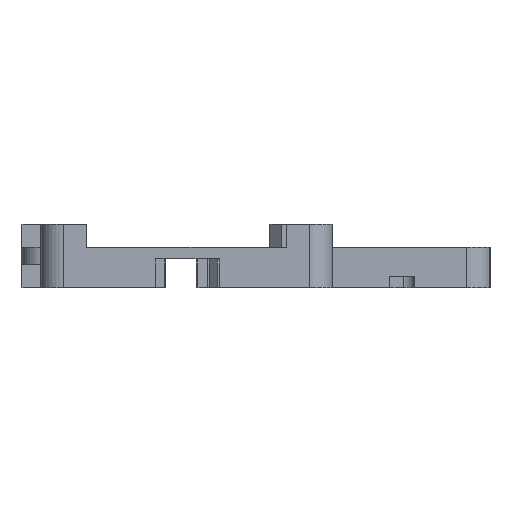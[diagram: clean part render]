
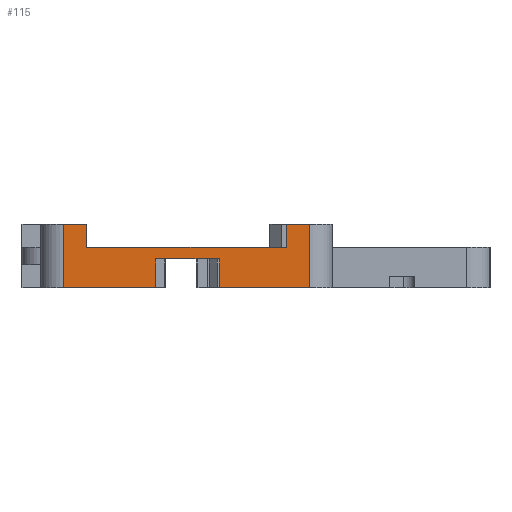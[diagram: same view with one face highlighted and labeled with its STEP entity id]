
A CAD part, front view. The second image highlights one B-rep face of the part: STEP entity #115.
In plain terms, the highlighted planar face has unit normal (0, -1, 0).
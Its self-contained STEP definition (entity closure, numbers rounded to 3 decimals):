
#115=ADVANCED_FACE('',(#1085),#1087,.T.);
#1085=FACE_BOUND('',#1086,.T.);
#1086=EDGE_LOOP('',(#3921,#3922,#3923,#3924,#3925,#3926,#3927,#3928,#3929,#3930,
#3931,#3932));
#1087=PLANE('',#1088);
#1088=AXIS2_PLACEMENT_3D('',#1089,#1090,#1091);
#1089=CARTESIAN_POINT('',(0.,-68.062,0.));
#1090=DIRECTION('',(0.,-1.,0.));
#1091=DIRECTION('',(0.,0.,1.));
#3921=ORIENTED_EDGE('',*,*,#5848,.F.);
#3922=ORIENTED_EDGE('',*,*,#5849,.F.);
#3923=ORIENTED_EDGE('',*,*,#5850,.F.);
#3924=ORIENTED_EDGE('',*,*,#5851,.F.);
#3925=ORIENTED_EDGE('',*,*,#5852,.F.);
#3926=ORIENTED_EDGE('',*,*,#5853,.F.);
#3927=ORIENTED_EDGE('',*,*,#5854,.F.);
#3928=ORIENTED_EDGE('',*,*,#5855,.F.);
#3929=ORIENTED_EDGE('',*,*,#5856,.F.);
#3930=ORIENTED_EDGE('',*,*,#5564,.F.);
#3931=ORIENTED_EDGE('',*,*,#5847,.F.);
#3932=ORIENTED_EDGE('',*,*,#5857,.F.);
#5564=EDGE_CURVE('',#6726,#6728,#6729,.T.);
#5847=EDGE_CURVE('',#7256,#6726,#7258,.T.);
#5848=EDGE_CURVE('',#7259,#7260,#7261,.T.);
#5849=EDGE_CURVE('',#7262,#7259,#7263,.F.);
#5850=EDGE_CURVE('',#7264,#7262,#7265,.F.);
#5851=EDGE_CURVE('',#7266,#7264,#7267,.F.);
#5852=EDGE_CURVE('',#7268,#7266,#7269,.F.);
#5853=EDGE_CURVE('',#7270,#7268,#7271,.F.);
#5854=EDGE_CURVE('',#7272,#7270,#7273,.T.);
#5855=EDGE_CURVE('',#7274,#7272,#7275,.T.);
#5856=EDGE_CURVE('',#6728,#7274,#7276,.T.);
#5857=EDGE_CURVE('',#7260,#7256,#7277,.T.);
#6726=VERTEX_POINT('',#8851);
#6728=VERTEX_POINT('',#8855);
#6729=LINE('',#8856,#8857);
#7256=VERTEX_POINT('',#10071);
#7258=LINE('',#10075,#10076);
#7259=VERTEX_POINT('',#10078);
#7260=VERTEX_POINT('',#10079);
#7261=LINE('',#10080,#10081);
#7262=VERTEX_POINT('',#10083);
#7263=LINE('',#10084,#10085);
#7264=VERTEX_POINT('',#10087);
#7265=LINE('',#10088,#10089);
#7266=VERTEX_POINT('',#10091);
#7267=LINE('',#10092,#10093);
#7268=VERTEX_POINT('',#10095);
#7269=LINE('',#10096,#10097);
#7270=VERTEX_POINT('',#10099);
#7271=LINE('',#10100,#10101);
#7272=VERTEX_POINT('',#10103);
#7273=LINE('',#10104,#10105);
#7274=VERTEX_POINT('',#10107);
#7275=LINE('',#10108,#10109);
#7276=LINE('',#10111,#10112);
#7277=LINE('',#10114,#10115);
#8851=CARTESIAN_POINT('',(-15.929,-68.062,3.5));
#8855=CARTESIAN_POINT('',(1.271,-68.062,3.5));
#8856=CARTESIAN_POINT('',(-15.929,-68.062,3.5));
#8857=VECTOR('',#8858,1.);
#8858=DIRECTION('',(1.,0.,0.));
#10071=CARTESIAN_POINT('',(-15.929,-68.062,5.5));
#10075=CARTESIAN_POINT('',(-15.929,-68.062,5.5));
#10076=VECTOR('',#10077,1.);
#10077=DIRECTION('',(0.,0.,-1.));
#10078=CARTESIAN_POINT('',(-17.929,-68.062,0.));
#10079=CARTESIAN_POINT('',(-17.929,-68.062,5.5));
#10080=CARTESIAN_POINT('',(-17.929,-68.062,0.));
#10081=VECTOR('',#10082,1.);
#10082=DIRECTION('',(0.,0.,1.));
#10083=CARTESIAN_POINT('',(-10.001,-68.062,0.));
#10084=CARTESIAN_POINT('',(-17.929,-68.062,0.));
#10085=VECTOR('',#10086,1.);
#10086=DIRECTION('',(1.,0.,0.));
#10087=CARTESIAN_POINT('',(-10.001,-68.062,2.5));
#10088=CARTESIAN_POINT('',(-10.001,-68.062,0.));
#10089=VECTOR('',#10090,1.);
#10090=DIRECTION('',(0.,0.,1.));
#10091=CARTESIAN_POINT('',(-4.501,-68.062,2.5));
#10092=CARTESIAN_POINT('',(-10.001,-68.062,2.5));
#10093=VECTOR('',#10094,1.);
#10094=DIRECTION('',(1.,0.,0.));
#10095=CARTESIAN_POINT('',(-4.501,-68.062,0.));
#10096=CARTESIAN_POINT('',(-4.501,-68.062,2.5));
#10097=VECTOR('',#10098,1.);
#10098=DIRECTION('',(0.,0.,-1.));
#10099=CARTESIAN_POINT('',(3.271,-68.062,0.));
#10100=CARTESIAN_POINT('',(-4.501,-68.062,0.));
#10101=VECTOR('',#10102,1.);
#10102=DIRECTION('',(1.,0.,0.));
#10103=CARTESIAN_POINT('',(3.271,-68.062,5.5));
#10104=CARTESIAN_POINT('',(3.271,-68.062,5.5));
#10105=VECTOR('',#10106,1.);
#10106=DIRECTION('',(0.,0.,-1.));
#10107=CARTESIAN_POINT('',(1.271,-68.062,5.5));
#10108=CARTESIAN_POINT('',(1.271,-68.062,5.5));
#10109=VECTOR('',#10110,1.);
#10110=DIRECTION('',(1.,0.,0.));
#10111=CARTESIAN_POINT('',(1.271,-68.062,3.5));
#10112=VECTOR('',#10113,1.);
#10113=DIRECTION('',(0.,0.,1.));
#10114=CARTESIAN_POINT('',(-17.929,-68.062,5.5));
#10115=VECTOR('',#10116,1.);
#10116=DIRECTION('',(1.,0.,0.));
